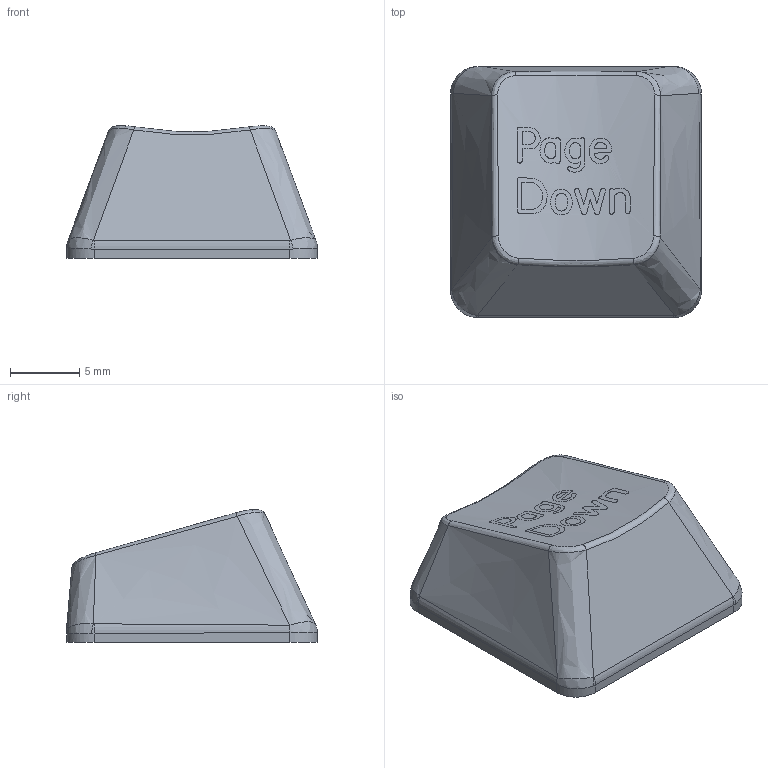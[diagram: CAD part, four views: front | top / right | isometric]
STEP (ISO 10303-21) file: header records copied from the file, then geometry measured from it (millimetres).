
FILE_DESCRIPTION(/* description */ (''),/* implementation_level */ '2;1');
FILE_NAME(/* name */ 'Row_4_1u_Page_Down.step',/* time_stamp */ '2021-10-20T23:06:43-05:00',/* author */ (''),/* organization */ (''),/* preprocessor_version */ 'ST-DEVELOPER v18.1',/* originating_system */ 'Autodesk Translation Framework v10.10.0.1391',/* authorisation */ '');
FILE_SCHEMA (('AUTOMOTIVE_DESIGN { 1 0 10303 214 3 1 1 }'));
Length unit declared in the file: millimetre
Products named in the file (1): Row_4_1u_Page_Down
Bounding box: 18.16 x 18.16 x 9.61 mm (x, y, z)
Volume: 605.8 mm3; surface area: 1527.6 mm2
Topology: 1 solids, 1 shells, 88 faces, 344 edges, 275 vertices
Faces by surface type: bspline 51, plane 26, cylinder 11
Full cylindrical faces by diameter (mm): 5.5 x1
Entity records: 5650 total; most frequent: CARTESIAN_POINT 3141, ORIENTED_EDGE 688, EDGE_CURVE 344, VERTEX_POINT 275, DIRECTION 258, B_SPLINE_CURVE_WITH_KNOTS 219, EDGE_LOOP 105, AXIS2_PLACEMENT_3D 95
